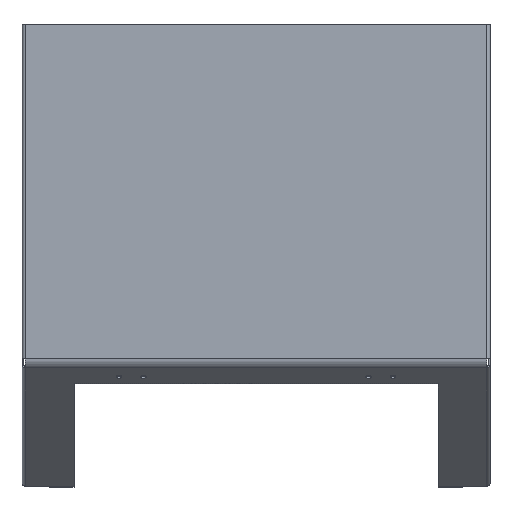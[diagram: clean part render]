
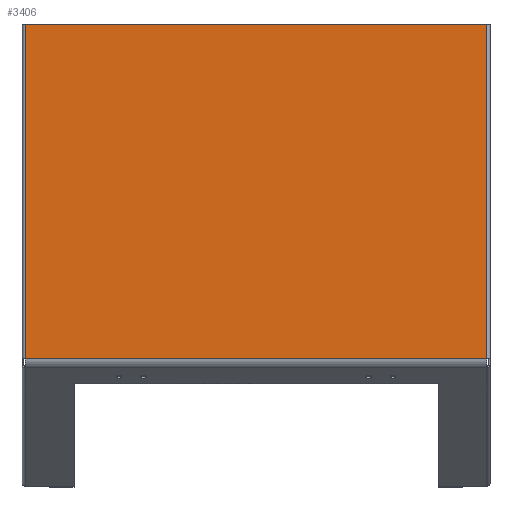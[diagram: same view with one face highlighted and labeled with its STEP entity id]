
A CAD part, top view. The second image highlights one B-rep face of the part: STEP entity #3406.
In plain terms, the highlighted planar face has unit normal (0, 0, 1).
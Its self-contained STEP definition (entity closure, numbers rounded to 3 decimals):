
#969 = CYLINDRICAL_SURFACE('',#970,12.);
#970 = AXIS2_PLACEMENT_3D('',#971,#972,#973);
#971 = CARTESIAN_POINT('',(-266.,-385.5,-12.));
#972 = DIRECTION('',(1.,0.,0.));
#973 = DIRECTION('',(0.,0.,1.));
#1935 = VERTEX_POINT('',#1936);
#1936 = CARTESIAN_POINT('',(-266.,-385.5,0.));
#1965 = VERTEX_POINT('',#1966);
#1966 = CARTESIAN_POINT('',(266.,-385.5,0.));
#1993 = EDGE_CURVE('',#1965,#1935,#1994,.T.);
#1994 = SURFACE_CURVE('',#1995,(#1999,#2005),.PCURVE_S1.);
#1995 = LINE('',#1996,#1997);
#1996 = CARTESIAN_POINT('',(266.,-385.5,0.));
#1997 = VECTOR('',#1998,1.);
#1998 = DIRECTION('',(-1.,0.,0.));
#1999 = PCURVE('',#969,#2000);
#2000 = DEFINITIONAL_REPRESENTATION('',(#2001),#2004);
#2001 = B_SPLINE_CURVE_WITH_KNOTS('',1,(#2002,#2003),.UNSPECIFIED.,.F.,
  .F.,(2,2),(0.,532.),.PIECEWISE_BEZIER_KNOTS.);
#2002 = CARTESIAN_POINT('',(0.,532.));
#2003 = CARTESIAN_POINT('',(0.,0.));
#2004 = ( GEOMETRIC_REPRESENTATION_CONTEXT(2) 
PARAMETRIC_REPRESENTATION_CONTEXT() REPRESENTATION_CONTEXT('2D SPACE',''
  ) );
#2005 = PCURVE('',#2006,#2011);
#2006 = PLANE('',#2007);
#2007 = AXIS2_PLACEMENT_3D('',#2008,#2009,#2010);
#2008 = CARTESIAN_POINT('',(0.,-192.75,0.));
#2009 = DIRECTION('',(-0.,-0.,-1.));
#2010 = DIRECTION('',(-1.,0.,0.));
#2011 = DEFINITIONAL_REPRESENTATION('',(#2012),#2016);
#2012 = LINE('',#2013,#2014);
#2013 = CARTESIAN_POINT('',(-266.,-192.75));
#2014 = VECTOR('',#2015,1.);
#2015 = DIRECTION('',(1.,0.));
#2016 = ( GEOMETRIC_REPRESENTATION_CONTEXT(2) 
PARAMETRIC_REPRESENTATION_CONTEXT() REPRESENTATION_CONTEXT('2D SPACE',''
  ) );
#3406 = ADVANCED_FACE('',(#3407),#2006,.F.);
#3407 = FACE_BOUND('',#3408,.F.);
#3408 = EDGE_LOOP('',(#3409,#3439,#3464,#3465));
#3409 = ORIENTED_EDGE('',*,*,#3410,.T.);
#3410 = EDGE_CURVE('',#3411,#3413,#3415,.T.);
#3411 = VERTEX_POINT('',#3412);
#3412 = CARTESIAN_POINT('',(-266.,0.,0.));
#3413 = VERTEX_POINT('',#3414);
#3414 = CARTESIAN_POINT('',(266.,0.,0.));
#3415 = SURFACE_CURVE('',#3416,(#3420,#3427),.PCURVE_S1.);
#3416 = LINE('',#3417,#3418);
#3417 = CARTESIAN_POINT('',(-266.,0.,0.));
#3418 = VECTOR('',#3419,1.);
#3419 = DIRECTION('',(1.,0.,0.));
#3420 = PCURVE('',#2006,#3421);
#3421 = DEFINITIONAL_REPRESENTATION('',(#3422),#3426);
#3422 = LINE('',#3423,#3424);
#3423 = CARTESIAN_POINT('',(266.,192.75));
#3424 = VECTOR('',#3425,1.);
#3425 = DIRECTION('',(-1.,0.));
#3426 = ( GEOMETRIC_REPRESENTATION_CONTEXT(2) 
PARAMETRIC_REPRESENTATION_CONTEXT() REPRESENTATION_CONTEXT('2D SPACE',''
  ) );
#3427 = PCURVE('',#3428,#3433);
#3428 = PLANE('',#3429);
#3429 = AXIS2_PLACEMENT_3D('',#3430,#3431,#3432);
#3430 = CARTESIAN_POINT('',(0.,0.,-1.027));
#3431 = DIRECTION('',(0.,1.,0.));
#3432 = DIRECTION('',(0.,0.,1.));
#3433 = DEFINITIONAL_REPRESENTATION('',(#3434),#3438);
#3434 = LINE('',#3435,#3436);
#3435 = CARTESIAN_POINT('',(1.027,-266.));
#3436 = VECTOR('',#3437,1.);
#3437 = DIRECTION('',(0.,1.));
#3438 = ( GEOMETRIC_REPRESENTATION_CONTEXT(2) 
PARAMETRIC_REPRESENTATION_CONTEXT() REPRESENTATION_CONTEXT('2D SPACE',''
  ) );
#3439 = ORIENTED_EDGE('',*,*,#3440,.T.);
#3440 = EDGE_CURVE('',#3413,#1965,#3441,.T.);
#3441 = SURFACE_CURVE('',#3442,(#3446,#3453),.PCURVE_S1.);
#3442 = LINE('',#3443,#3444);
#3443 = CARTESIAN_POINT('',(266.,0.,0.));
#3444 = VECTOR('',#3445,1.);
#3445 = DIRECTION('',(0.,-1.,0.));
#3446 = PCURVE('',#2006,#3447);
#3447 = DEFINITIONAL_REPRESENTATION('',(#3448),#3452);
#3448 = LINE('',#3449,#3450);
#3449 = CARTESIAN_POINT('',(-266.,192.75));
#3450 = VECTOR('',#3451,1.);
#3451 = DIRECTION('',(0.,-1.));
#3452 = ( GEOMETRIC_REPRESENTATION_CONTEXT(2) 
PARAMETRIC_REPRESENTATION_CONTEXT() REPRESENTATION_CONTEXT('2D SPACE',''
  ) );
#3453 = PCURVE('',#3454,#3459);
#3454 = CYLINDRICAL_SURFACE('',#3455,4.);
#3455 = AXIS2_PLACEMENT_3D('',#3456,#3457,#3458);
#3456 = CARTESIAN_POINT('',(266.,-385.5,-4.));
#3457 = DIRECTION('',(0.,1.,0.));
#3458 = DIRECTION('',(0.,0.,1.));
#3459 = DEFINITIONAL_REPRESENTATION('',(#3460),#3463);
#3460 = B_SPLINE_CURVE_WITH_KNOTS('',1,(#3461,#3462),.UNSPECIFIED.,.F.,
  .F.,(2,2),(0.,385.5),.PIECEWISE_BEZIER_KNOTS.);
#3461 = CARTESIAN_POINT('',(0.,385.5));
#3462 = CARTESIAN_POINT('',(0.,0.));
#3463 = ( GEOMETRIC_REPRESENTATION_CONTEXT(2) 
PARAMETRIC_REPRESENTATION_CONTEXT() REPRESENTATION_CONTEXT('2D SPACE',''
  ) );
#3464 = ORIENTED_EDGE('',*,*,#1993,.T.);
#3465 = ORIENTED_EDGE('',*,*,#3466,.T.);
#3466 = EDGE_CURVE('',#1935,#3411,#3467,.T.);
#3467 = SURFACE_CURVE('',#3468,(#3472,#3479),.PCURVE_S1.);
#3468 = LINE('',#3469,#3470);
#3469 = CARTESIAN_POINT('',(-266.,-385.5,0.));
#3470 = VECTOR('',#3471,1.);
#3471 = DIRECTION('',(0.,1.,0.));
#3472 = PCURVE('',#2006,#3473);
#3473 = DEFINITIONAL_REPRESENTATION('',(#3474),#3478);
#3474 = LINE('',#3475,#3476);
#3475 = CARTESIAN_POINT('',(266.,-192.75));
#3476 = VECTOR('',#3477,1.);
#3477 = DIRECTION('',(0.,1.));
#3478 = ( GEOMETRIC_REPRESENTATION_CONTEXT(2) 
PARAMETRIC_REPRESENTATION_CONTEXT() REPRESENTATION_CONTEXT('2D SPACE',''
  ) );
#3479 = PCURVE('',#3480,#3485);
#3480 = CYLINDRICAL_SURFACE('',#3481,4.);
#3481 = AXIS2_PLACEMENT_3D('',#3482,#3483,#3484);
#3482 = CARTESIAN_POINT('',(-266.,0.,-4.));
#3483 = DIRECTION('',(-0.,-1.,-0.));
#3484 = DIRECTION('',(0.,0.,1.));
#3485 = DEFINITIONAL_REPRESENTATION('',(#3486),#3489);
#3486 = B_SPLINE_CURVE_WITH_KNOTS('',1,(#3487,#3488),.UNSPECIFIED.,.F.,
  .F.,(2,2),(0.,385.5),.PIECEWISE_BEZIER_KNOTS.);
#3487 = CARTESIAN_POINT('',(0.,385.5));
#3488 = CARTESIAN_POINT('',(0.,0.));
#3489 = ( GEOMETRIC_REPRESENTATION_CONTEXT(2) 
PARAMETRIC_REPRESENTATION_CONTEXT() REPRESENTATION_CONTEXT('2D SPACE',''
  ) );
